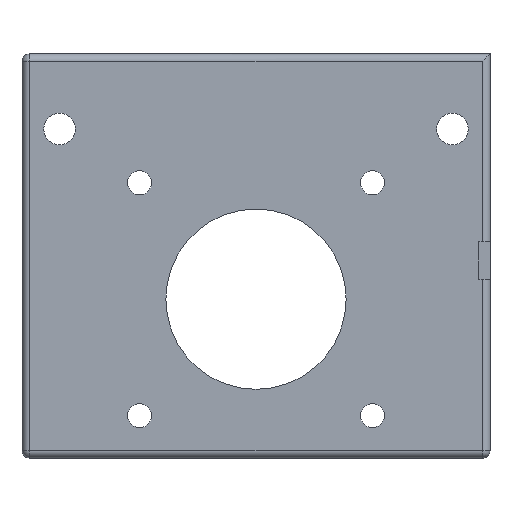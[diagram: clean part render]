
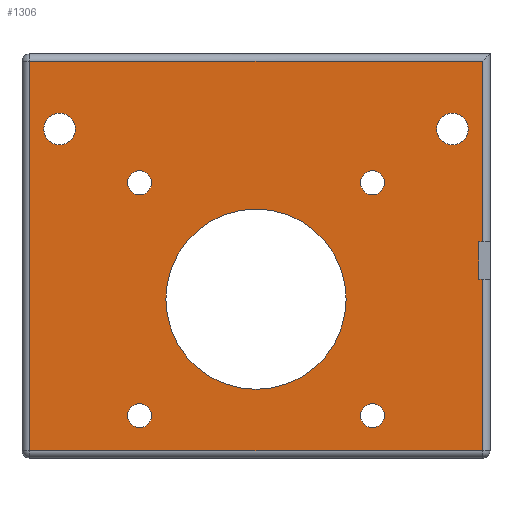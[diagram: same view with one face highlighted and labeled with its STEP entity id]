
A CAD part, left-side view. The second image highlights one B-rep face of the part: STEP entity #1306.
In plain terms, the highlighted planar face has unit normal (-1, 0, 0).
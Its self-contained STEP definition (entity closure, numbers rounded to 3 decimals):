
#31=FACE_BOUND('',#506,.T.);
#32=FACE_BOUND('',#507,.T.);
#33=FACE_BOUND('',#508,.T.);
#34=FACE_BOUND('',#509,.T.);
#35=FACE_BOUND('',#510,.T.);
#36=FACE_BOUND('',#511,.T.);
#37=FACE_BOUND('',#512,.T.);
#73=PLANE('',#1454);
#92=LINE('',#1936,#206);
#96=LINE('',#1952,#210);
#104=LINE('',#1983,#218);
#107=LINE('',#1990,#221);
#119=LINE('',#2034,#233);
#141=LINE('',#2116,#255);
#150=LINE('',#2132,#264);
#157=LINE('',#2146,#271);
#206=VECTOR('',#1540,10.);
#210=VECTOR('',#1558,10.);
#218=VECTOR('',#1594,10.);
#221=VECTOR('',#1601,10.);
#233=VECTOR('',#1655,10.);
#255=VECTOR('',#1697,10.);
#264=VECTOR('',#1710,10.);
#271=VECTOR('',#1725,10.);
#412=FACE_OUTER_BOUND('',#505,.T.);
#505=EDGE_LOOP('',(#1174,#1175,#1176,#1177,#1178,#1179,#1180,#1181));
#506=EDGE_LOOP('',(#1182));
#507=EDGE_LOOP('',(#1183));
#508=EDGE_LOOP('',(#1184));
#509=EDGE_LOOP('',(#1185));
#510=EDGE_LOOP('',(#1186));
#511=EDGE_LOOP('',(#1187));
#512=EDGE_LOOP('',(#1188));
#576=CIRCLE('',#1455,1.6);
#577=CIRCLE('',#1456,1.6);
#578=CIRCLE('',#1457,1.6);
#579=CIRCLE('',#1458,1.6);
#580=CIRCLE('',#1459,12.);
#581=CIRCLE('',#1460,2.1);
#582=CIRCLE('',#1461,2.1);
#601=VERTEX_POINT('',#1924);
#604=VERTEX_POINT('',#1934);
#606=VERTEX_POINT('',#1940);
#611=VERTEX_POINT('',#1956);
#619=VERTEX_POINT('',#1986);
#631=VERTEX_POINT('',#2033);
#650=VERTEX_POINT('',#2113);
#651=VERTEX_POINT('',#2115);
#684=VERTEX_POINT('',#2239);
#685=VERTEX_POINT('',#2241);
#686=VERTEX_POINT('',#2243);
#687=VERTEX_POINT('',#2245);
#688=VERTEX_POINT('',#2247);
#689=VERTEX_POINT('',#2249);
#690=VERTEX_POINT('',#2251);
#720=EDGE_CURVE('',#604,#601,#92,.T.);
#728=EDGE_CURVE('',#601,#606,#96,.T.);
#744=EDGE_CURVE('',#606,#611,#104,.T.);
#748=EDGE_CURVE('',#611,#619,#107,.T.);
#771=EDGE_CURVE('',#619,#631,#119,.T.);
#796=EDGE_CURVE('',#651,#650,#141,.T.);
#805=EDGE_CURVE('',#604,#651,#150,.T.);
#812=EDGE_CURVE('',#650,#631,#157,.T.);
#856=EDGE_CURVE('',#684,#684,#576,.T.);
#857=EDGE_CURVE('',#685,#685,#577,.T.);
#858=EDGE_CURVE('',#686,#686,#578,.T.);
#859=EDGE_CURVE('',#687,#687,#579,.T.);
#860=EDGE_CURVE('',#688,#688,#580,.T.);
#861=EDGE_CURVE('',#689,#689,#581,.T.);
#862=EDGE_CURVE('',#690,#690,#582,.T.);
#1174=ORIENTED_EDGE('',*,*,#720,.F.);
#1175=ORIENTED_EDGE('',*,*,#805,.T.);
#1176=ORIENTED_EDGE('',*,*,#796,.T.);
#1177=ORIENTED_EDGE('',*,*,#812,.T.);
#1178=ORIENTED_EDGE('',*,*,#771,.F.);
#1179=ORIENTED_EDGE('',*,*,#748,.F.);
#1180=ORIENTED_EDGE('',*,*,#744,.F.);
#1181=ORIENTED_EDGE('',*,*,#728,.F.);
#1182=ORIENTED_EDGE('',*,*,#856,.T.);
#1183=ORIENTED_EDGE('',*,*,#857,.T.);
#1184=ORIENTED_EDGE('',*,*,#858,.T.);
#1185=ORIENTED_EDGE('',*,*,#859,.T.);
#1186=ORIENTED_EDGE('',*,*,#860,.T.);
#1187=ORIENTED_EDGE('',*,*,#861,.T.);
#1188=ORIENTED_EDGE('',*,*,#862,.T.);
#1306=ADVANCED_FACE('',(#412,#31,#32,#33,#34,#35,#36,#37),#73,.T.);
#1454=AXIS2_PLACEMENT_3D('',#2238,#1829,#1830);
#1455=AXIS2_PLACEMENT_3D('',#2240,#1831,#1832);
#1456=AXIS2_PLACEMENT_3D('',#2242,#1833,#1834);
#1457=AXIS2_PLACEMENT_3D('',#2244,#1835,#1836);
#1458=AXIS2_PLACEMENT_3D('',#2246,#1837,#1838);
#1459=AXIS2_PLACEMENT_3D('',#2248,#1839,#1840);
#1460=AXIS2_PLACEMENT_3D('',#2250,#1841,#1842);
#1461=AXIS2_PLACEMENT_3D('',#2252,#1843,#1844);
#1540=DIRECTION('',(0.,0.,-1.));
#1558=DIRECTION('',(0.,1.,0.));
#1594=DIRECTION('',(0.,0.,1.));
#1601=DIRECTION('',(0.,-1.,0.));
#1655=DIRECTION('',(0.,0.,-1.));
#1697=DIRECTION('',(0.,0.,1.));
#1710=DIRECTION('',(0.,1.,0.));
#1725=DIRECTION('',(0.,-1.,0.));
#1829=DIRECTION('center_axis',(-1.,0.,0.));
#1830=DIRECTION('ref_axis',(0.,0.,1.));
#1831=DIRECTION('center_axis',(1.,0.,0.));
#1832=DIRECTION('ref_axis',(0.,1.,0.));
#1833=DIRECTION('center_axis',(1.,0.,0.));
#1834=DIRECTION('ref_axis',(0.,1.,0.));
#1835=DIRECTION('center_axis',(1.,0.,0.));
#1836=DIRECTION('ref_axis',(0.,1.,0.));
#1837=DIRECTION('center_axis',(1.,0.,0.));
#1838=DIRECTION('ref_axis',(0.,1.,0.));
#1839=DIRECTION('center_axis',(1.,0.,0.));
#1840=DIRECTION('ref_axis',(0.,1.,0.));
#1841=DIRECTION('center_axis',(1.,0.,0.));
#1842=DIRECTION('ref_axis',(0.,1.,0.));
#1843=DIRECTION('center_axis',(1.,0.,0.));
#1844=DIRECTION('ref_axis',(0.,1.,0.));
#1924=CARTESIAN_POINT('',(-6.,-9.,1.));
#1934=CARTESIAN_POINT('',(-6.,-9.,23.8));
#1936=CARTESIAN_POINT('',(-6.,-9.,0.));
#1940=CARTESIAN_POINT('',(-6.,51.3,1.));
#1952=CARTESIAN_POINT('',(-6.,0.,1.));
#1956=CARTESIAN_POINT('',(-6.,51.3,52.8));
#1983=CARTESIAN_POINT('',(-6.,51.3,26.9));
#1986=CARTESIAN_POINT('',(-6.,-9.,52.8));
#1990=CARTESIAN_POINT('',(-6.,0.,52.8));
#2033=CARTESIAN_POINT('',(-6.,-9.,28.8));
#2034=CARTESIAN_POINT('',(-6.,-9.,0.));
#2113=CARTESIAN_POINT('',(-6.,-8.5,28.8));
#2115=CARTESIAN_POINT('',(-6.,-8.5,23.8));
#2116=CARTESIAN_POINT('',(-6.,-8.5,13.15));
#2132=CARTESIAN_POINT('',(-6.,-5.,23.8));
#2146=CARTESIAN_POINT('',(-6.,-5.,28.8));
#2238=CARTESIAN_POINT('Origin',(-6.,0.,0.));
#2239=CARTESIAN_POINT('',(-6.,4.05,36.65));
#2240=CARTESIAN_POINT('Origin',(-6.,5.65,36.65));
#2241=CARTESIAN_POINT('',(-6.,35.05,5.65));
#2242=CARTESIAN_POINT('Origin',(-6.,36.65,5.65));
#2243=CARTESIAN_POINT('',(-6.,35.05,36.65));
#2244=CARTESIAN_POINT('Origin',(-6.,36.65,36.65));
#2245=CARTESIAN_POINT('',(-6.,4.05,5.65));
#2246=CARTESIAN_POINT('Origin',(-6.,5.65,5.65));
#2247=CARTESIAN_POINT('',(-6.,9.15,21.15));
#2248=CARTESIAN_POINT('Origin',(-6.,21.15,21.15));
#2249=CARTESIAN_POINT('',(-6.,45.2,43.8));
#2250=CARTESIAN_POINT('Origin',(-6.,47.3,43.8));
#2251=CARTESIAN_POINT('',(-6.,-7.1,43.8));
#2252=CARTESIAN_POINT('Origin',(-6.,-5.,43.8));
